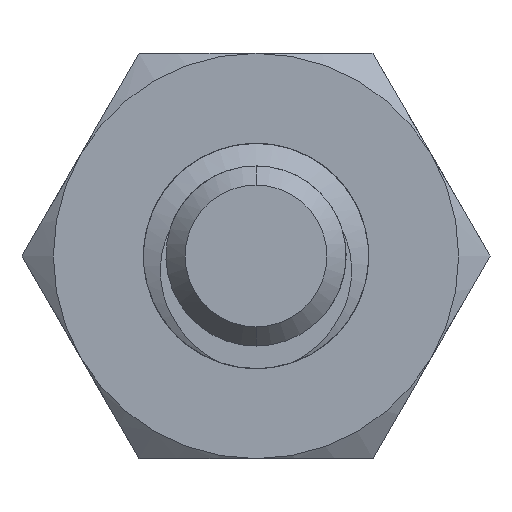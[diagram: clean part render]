
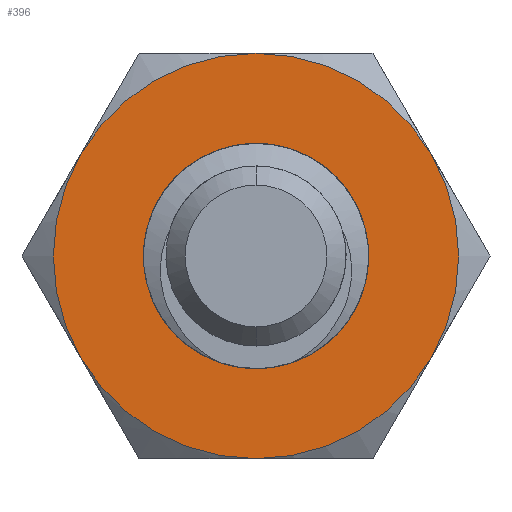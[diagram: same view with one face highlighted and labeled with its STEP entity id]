
A CAD part, front view. The second image highlights one B-rep face of the part: STEP entity #396.
In plain terms, the highlighted planar face has unit normal (0, -1, 0).
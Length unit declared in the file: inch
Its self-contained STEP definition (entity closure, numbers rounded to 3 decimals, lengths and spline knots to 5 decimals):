
#48 = DIRECTION ( 'NONE',  ( 0., 0., 1. ) ) ;
#75 = EDGE_CURVE ( 'NONE', #210, #336, #3645, .T. ) ;
#141 = CARTESIAN_POINT ( 'NONE',  ( 0., 0.15748, 0. ) ) ;
#210 = VERTEX_POINT ( 'NONE', #2822 ) ;
#299 = ORIENTED_EDGE ( 'NONE', *, *, #75, .T. ) ;
#336 = VERTEX_POINT ( 'NONE', #1864 ) ;
#396 = ADVANCED_FACE ( 'NONE', ( #3100, #3183 ), #2994, .T. ) ;
#441 = DIRECTION ( 'NONE',  ( 0., 0., 1. ) ) ;
#447 = CARTESIAN_POINT ( 'NONE',  ( -0.07671, 0.15748, -0.04429 ) ) ;
#619 = CIRCLE ( 'NONE', #2017, 0.08858 ) ;
#652 = EDGE_CURVE ( 'NONE', #2575, #3228, #2709, .T. ) ;
#715 = CIRCLE ( 'NONE', #1605, 0.08858 ) ;
#732 = EDGE_CURVE ( 'NONE', #336, #210, #2562, .T. ) ;
#733 = AXIS2_PLACEMENT_3D ( 'NONE', #3571, #1920, #48 ) ;
#916 = EDGE_CURVE ( 'NONE', #3228, #2696, #2378, .T. ) ;
#970 = DIRECTION ( 'NONE',  ( 0., -1., 0. ) ) ;
#1039 = AXIS2_PLACEMENT_3D ( 'NONE', #3145, #1428, #3406 ) ;
#1041 = CARTESIAN_POINT ( 'NONE',  ( 0.07671, 0.15748, -0.04429 ) ) ;
#1081 = CARTESIAN_POINT ( 'NONE',  ( 0., 0.15748, 0.08858 ) ) ;
#1211 = ORIENTED_EDGE ( 'NONE', *, *, #1981, .T. ) ;
#1259 = DIRECTION ( 'NONE',  ( 0., -1., 0. ) ) ;
#1271 = EDGE_CURVE ( 'NONE', #2696, #1738, #1819, .T. ) ;
#1427 = CARTESIAN_POINT ( 'NONE',  ( 0., 0.15748, 0. ) ) ;
#1428 = DIRECTION ( 'NONE',  ( 0., -1., 0. ) ) ;
#1514 = AXIS2_PLACEMENT_3D ( 'NONE', #3227, #2985, #2972 ) ;
#1534 = CIRCLE ( 'NONE', #733, 0.08858 ) ;
#1541 = CARTESIAN_POINT ( 'NONE',  ( -0.07671, 0.15748, 0.04429 ) ) ;
#1565 = EDGE_CURVE ( 'NONE', #3514, #3704, #1534, .T. ) ;
#1605 = AXIS2_PLACEMENT_3D ( 'NONE', #141, #2317, #441 ) ;
#1736 = DIRECTION ( 'NONE',  ( 0., 0., 1. ) ) ;
#1738 = VERTEX_POINT ( 'NONE', #447 ) ;
#1763 = DIRECTION ( 'NONE',  ( 0., 1., 0. ) ) ;
#1808 = ORIENTED_EDGE ( 'NONE', *, *, #1271, .T. ) ;
#1819 = CIRCLE ( 'NONE', #1039, 0.08858 ) ;
#1864 = CARTESIAN_POINT ( 'NONE',  ( 0., 0.15748, 0.03937 ) ) ;
#1920 = DIRECTION ( 'NONE',  ( 0., -1., 0. ) ) ;
#1929 = DIRECTION ( 'NONE',  ( 0., 0., -1. ) ) ;
#1981 = EDGE_CURVE ( 'NONE', #3704, #2575, #715, .T. ) ;
#2008 = EDGE_CURVE ( 'NONE', #3514, #1738, #619, .T. ) ;
#2017 = AXIS2_PLACEMENT_3D ( 'NONE', #1427, #3403, #1736 ) ;
#2029 = DIRECTION ( 'NONE',  ( 0., 1., 0. ) ) ;
#2043 = CARTESIAN_POINT ( 'NONE',  ( 0., 0.15748, 0. ) ) ;
#2232 = ORIENTED_EDGE ( 'NONE', *, *, #732, .T. ) ;
#2304 = ORIENTED_EDGE ( 'NONE', *, *, #652, .T. ) ;
#2310 = AXIS2_PLACEMENT_3D ( 'NONE', #2763, #970, #3034 ) ;
#2317 = DIRECTION ( 'NONE',  ( 0., -1., 0. ) ) ;
#2378 = CIRCLE ( 'NONE', #2613, 0.08858 ) ;
#2386 = AXIS2_PLACEMENT_3D ( 'NONE', #2043, #2029, #1929 ) ;
#2562 = CIRCLE ( 'NONE', #2858, 0.03937 ) ;
#2575 = VERTEX_POINT ( 'NONE', #2790 ) ;
#2613 = AXIS2_PLACEMENT_3D ( 'NONE', #3001, #1259, #3260 ) ;
#2696 = VERTEX_POINT ( 'NONE', #1541 ) ;
#2709 = CIRCLE ( 'NONE', #2310, 0.08858 ) ;
#2763 = CARTESIAN_POINT ( 'NONE',  ( 0., 0.15748, 0. ) ) ;
#2790 = CARTESIAN_POINT ( 'NONE',  ( 0.07671, 0.15748, 0.04429 ) ) ;
#2822 = CARTESIAN_POINT ( 'NONE',  ( 0., 0.15748, -0.03937 ) ) ;
#2858 = AXIS2_PLACEMENT_3D ( 'NONE', #3431, #1763, #3715 ) ;
#2972 = DIRECTION ( 'NONE',  ( 0., 0., -1. ) ) ;
#2985 = DIRECTION ( 'NONE',  ( 0., -1., 0. ) ) ;
#2989 = CARTESIAN_POINT ( 'NONE',  ( 0., 0.15748, -0.08858 ) ) ;
#2994 = PLANE ( 'NONE',  #1514 ) ;
#3001 = CARTESIAN_POINT ( 'NONE',  ( 0., 0.15748, 0. ) ) ;
#3018 = ORIENTED_EDGE ( 'NONE', *, *, #2008, .F. ) ;
#3034 = DIRECTION ( 'NONE',  ( 0., 0., 1. ) ) ;
#3100 = FACE_OUTER_BOUND ( 'NONE', #3512, .T. ) ;
#3145 = CARTESIAN_POINT ( 'NONE',  ( 0., 0.15748, 0. ) ) ;
#3183 = FACE_BOUND ( 'NONE', #3551, .T. ) ;
#3199 = ORIENTED_EDGE ( 'NONE', *, *, #1565, .T. ) ;
#3227 = CARTESIAN_POINT ( 'NONE',  ( 0.03937, 0.15748, 0. ) ) ;
#3228 = VERTEX_POINT ( 'NONE', #1081 ) ;
#3260 = DIRECTION ( 'NONE',  ( 0., 0., 1. ) ) ;
#3403 = DIRECTION ( 'NONE',  ( 0., 1., 0. ) ) ;
#3406 = DIRECTION ( 'NONE',  ( 0., 0., 1. ) ) ;
#3431 = CARTESIAN_POINT ( 'NONE',  ( 0., 0.15748, 0. ) ) ;
#3512 = EDGE_LOOP ( 'NONE', ( #3199, #1211, #2304, #3671, #1808, #3018 ) ) ;
#3514 = VERTEX_POINT ( 'NONE', #2989 ) ;
#3551 = EDGE_LOOP ( 'NONE', ( #299, #2232 ) ) ;
#3571 = CARTESIAN_POINT ( 'NONE',  ( 0., 0.15748, 0. ) ) ;
#3645 = CIRCLE ( 'NONE', #2386, 0.03937 ) ;
#3671 = ORIENTED_EDGE ( 'NONE', *, *, #916, .T. ) ;
#3704 = VERTEX_POINT ( 'NONE', #1041 ) ;
#3715 = DIRECTION ( 'NONE',  ( 0., 0., -1. ) ) ;
